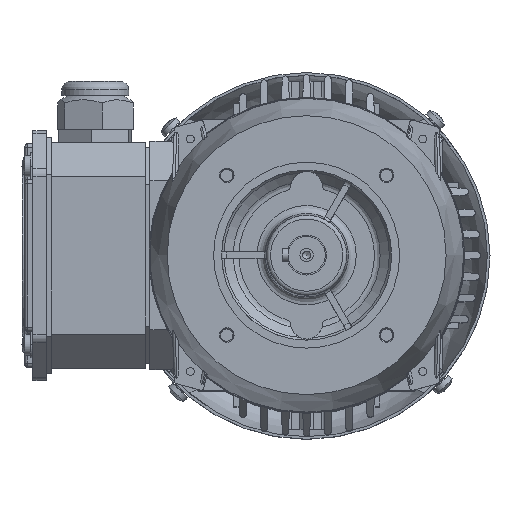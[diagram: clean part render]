
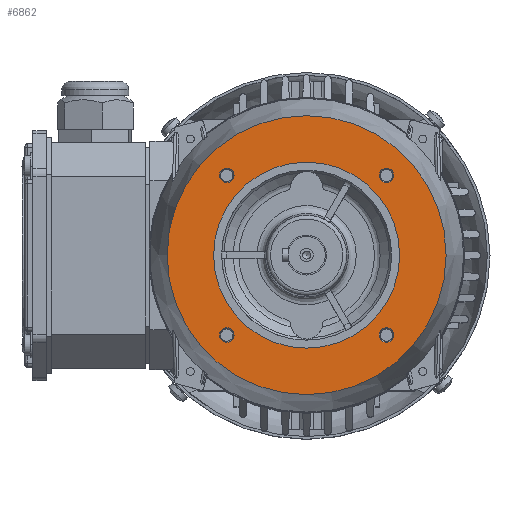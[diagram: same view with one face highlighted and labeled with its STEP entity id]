
A CAD part, top view. The second image highlights one B-rep face of the part: STEP entity #6862.
In plain terms, the highlighted planar face has unit normal (0, 0, 1).
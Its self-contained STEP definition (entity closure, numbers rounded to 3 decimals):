
#6862=ADVANCED_FACE('',(#18056,#18057,#18058,#18059,#18060,#18061),#9423,
 .F.);
#9423=PLANE('',#51374);
#18056=FACE_BOUND('',#19452,.T.);
#18057=FACE_BOUND('',#19453,.T.);
#18058=FACE_BOUND('',#19454,.T.);
#18059=FACE_BOUND('',#19455,.T.);
#18060=FACE_BOUND('',#19456,.T.);
#18061=FACE_BOUND('',#19457,.T.);
#19452=EDGE_LOOP('',(#25964));
#19453=EDGE_LOOP('',(#25965));
#19454=EDGE_LOOP('',(#25966));
#19455=EDGE_LOOP('',(#25967));
#19456=EDGE_LOOP('',(#25968));
#19457=EDGE_LOOP('',(#25969));
#25964=ORIENTED_EDGE('',*,*,#43531,.F.);
#25965=ORIENTED_EDGE('',*,*,#43532,.T.);
#25966=ORIENTED_EDGE('',*,*,#43533,.F.);
#25967=ORIENTED_EDGE('',*,*,#43534,.F.);
#25968=ORIENTED_EDGE('',*,*,#43535,.T.);
#25969=ORIENTED_EDGE('',*,*,#43220,.F.);
#37765=VERTEX_POINT('',#74992);
#38016=VERTEX_POINT('',#76544);
#38017=VERTEX_POINT('',#76546);
#38018=VERTEX_POINT('',#76548);
#38019=VERTEX_POINT('',#76550);
#38020=VERTEX_POINT('',#76552);
#43220=EDGE_CURVE('',#37765,#37765,#49006,.T.);
#43531=EDGE_CURVE('',#38016,#38016,#49102,.T.);
#43532=EDGE_CURVE('',#38017,#38017,#49103,.T.);
#43533=EDGE_CURVE('',#38018,#38018,#49104,.T.);
#43534=EDGE_CURVE('',#38019,#38019,#49105,.T.);
#43535=EDGE_CURVE('',#38020,#38020,#49106,.T.);
#49006=CIRCLE('',#51222,52.493);
#49102=CIRCLE('',#51369,35.);
#49103=CIRCLE('',#51370,2.723);
#49104=CIRCLE('',#51371,2.723);
#49105=CIRCLE('',#51372,2.723);
#49106=CIRCLE('',#51373,2.723);
#51222=AXIS2_PLACEMENT_3D('',#74991,#57413,#57414);
#51369=AXIS2_PLACEMENT_3D('',#76543,#57793,#57794);
#51370=AXIS2_PLACEMENT_3D('',#76545,#57795,#57796);
#51371=AXIS2_PLACEMENT_3D('',#76547,#57797,#57798);
#51372=AXIS2_PLACEMENT_3D('',#76549,#57799,#57800);
#51373=AXIS2_PLACEMENT_3D('',#76551,#57801,#57802);
#51374=AXIS2_PLACEMENT_3D('',#76553,#57803,#57804);
#57413=DIRECTION('',(0.,0.,-1.));
#57414=DIRECTION('',(1.,0.,0.));
#57793=DIRECTION('',(0.,0.,1.));
#57794=DIRECTION('',(0.,-1.,0.));
#57795=DIRECTION('',(0.,0.,-1.));
#57796=DIRECTION('',(-1.,0.,0.));
#57797=DIRECTION('',(0.,0.,1.));
#57798=DIRECTION('',(1.,0.,0.));
#57799=DIRECTION('',(0.,0.,1.));
#57800=DIRECTION('',(-1.,0.,0.));
#57801=DIRECTION('',(0.,0.,-1.));
#57802=DIRECTION('',(1.,0.,0.));
#57803=DIRECTION('',(0.,0.,-1.));
#57804=DIRECTION('',(-1.,0.,0.));
#74991=CARTESIAN_POINT('',(0.,0.,32.));
#74992=CARTESIAN_POINT('',(52.493,0.,32.));
#76543=CARTESIAN_POINT('',(0.,0.,32.));
#76544=CARTESIAN_POINT('',(0.,-35.,32.));
#76545=CARTESIAN_POINT('',(-30.05,30.05,32.));
#76546=CARTESIAN_POINT('',(-32.773,30.05,32.));
#76547=CARTESIAN_POINT('',(30.05,30.05,32.));
#76548=CARTESIAN_POINT('',(32.773,30.05,32.));
#76549=CARTESIAN_POINT('',(-30.05,-30.05,32.));
#76550=CARTESIAN_POINT('',(-32.773,-30.05,32.));
#76551=CARTESIAN_POINT('',(30.05,-30.05,32.));
#76552=CARTESIAN_POINT('',(32.773,-30.05,32.));
#76553=CARTESIAN_POINT('',(66.705,-66.021,32.));
